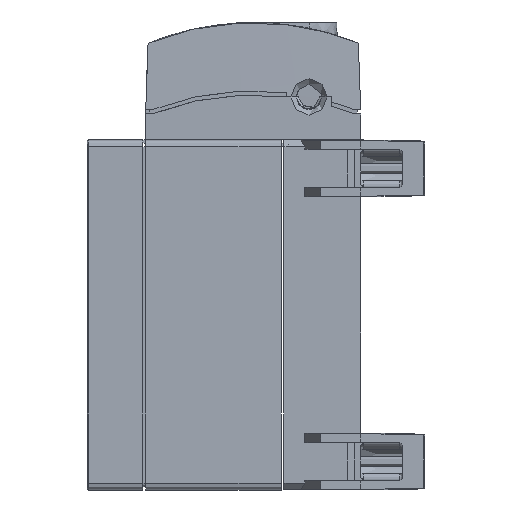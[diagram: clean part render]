
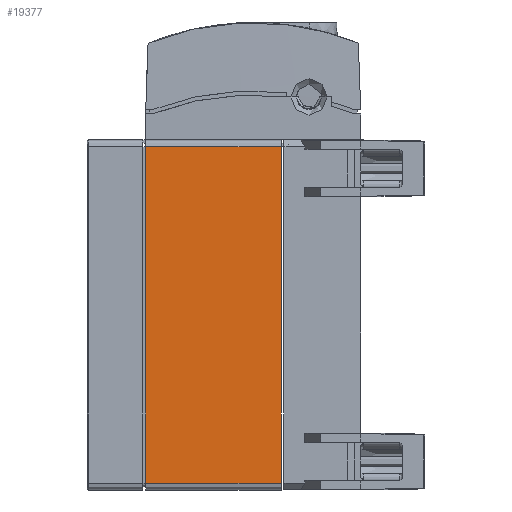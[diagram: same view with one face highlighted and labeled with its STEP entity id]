
A CAD part, left-side view. The second image highlights one B-rep face of the part: STEP entity #19377.
In plain terms, the highlighted planar face has unit normal (-1, 0, 0).
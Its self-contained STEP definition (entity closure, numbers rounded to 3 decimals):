
#14234 = FACE_OUTER_BOUND ( 'NONE', #25581, .T. ) ;
#14241 = PLANE ( 'NONE',  #265128 ) ;
#14321 = CARTESIAN_POINT ( 'NONE',  ( -62.7, 21., 57.7 ) ) ;
#14326 = DIRECTION ( 'NONE',  ( 1., 0., 0. ) ) ;
#14331 = DIRECTION ( 'NONE',  ( 0., 0., -1. ) ) ;
#19377 = ADVANCED_FACE ( 'NONE', ( #14234 ), #14241, .F. ) ;
#25581 = EDGE_LOOP ( 'NONE', ( #69387, #69384, #69393, #69395 ) ) ;
#46011 = EDGE_CURVE ( 'NONE', #61312, #61149, #269778, .T. ) ;
#46025 = EDGE_CURVE ( 'NONE', #61354, #61149, #269841, .T. ) ;
#47032 = EDGE_CURVE ( 'NONE', #61028, #61312, #237771, .T. ) ;
#49134 = EDGE_CURVE ( 'NONE', #61354, #61028, #266720, .T. ) ;
#61028 = VERTEX_POINT ( 'NONE', #195814 ) ;
#61149 = VERTEX_POINT ( 'NONE', #195892 ) ;
#61312 = VERTEX_POINT ( 'NONE', #195966 ) ;
#61354 = VERTEX_POINT ( 'NONE', #195986 ) ;
#69384 = ORIENTED_EDGE ( 'NONE', *, *, #46011, .F. ) ;
#69387 = ORIENTED_EDGE ( 'NONE', *, *, #46025, .T. ) ;
#69393 = ORIENTED_EDGE ( 'NONE', *, *, #47032, .F. ) ;
#69395 = ORIENTED_EDGE ( 'NONE', *, *, #49134, .F. ) ;
#106985 = VECTOR ( 'NONE', #269793, 1000. ) ;
#107010 = VECTOR ( 'NONE', #269858, 1000. ) ;
#108252 = VECTOR ( 'NONE', #237893, 1000. ) ;
#195814 = CARTESIAN_POINT ( 'NONE',  ( -62.7, 21., 57.7 ) ) ;
#195892 = CARTESIAN_POINT ( 'NONE',  ( -62.7, -27.5, -62.7 ) ) ;
#195966 = CARTESIAN_POINT ( 'NONE',  ( -62.7, -27.5, 57.7 ) ) ;
#195986 = CARTESIAN_POINT ( 'NONE',  ( -62.7, 21., -62.7 ) ) ;
#237771 = LINE ( 'NONE', #237861, #108252 ) ;
#237861 = CARTESIAN_POINT ( 'NONE',  ( -62.7, 21., 57.7 ) ) ;
#237893 = DIRECTION ( 'NONE',  ( 0., -1., 0. ) ) ;
#265128 = AXIS2_PLACEMENT_3D ( 'NONE', #14321, #14326, #14331 ) ;
#266713 = VECTOR ( 'NONE', #266768, 1000. ) ;
#266720 = LINE ( 'NONE', #266727, #266713 ) ;
#266727 = CARTESIAN_POINT ( 'NONE',  ( -62.7, 21., 57.7 ) ) ;
#266768 = DIRECTION ( 'NONE',  ( 0., 0., 1. ) ) ;
#269778 = LINE ( 'NONE', #269780, #106985 ) ;
#269780 = CARTESIAN_POINT ( 'NONE',  ( -62.7, -27.5, -62.7 ) ) ;
#269793 = DIRECTION ( 'NONE',  ( 0., 0., -1. ) ) ;
#269841 = LINE ( 'NONE', #269844, #107010 ) ;
#269844 = CARTESIAN_POINT ( 'NONE',  ( -62.7, 21., -62.7 ) ) ;
#269858 = DIRECTION ( 'NONE',  ( 0., -1., 0. ) ) ;
